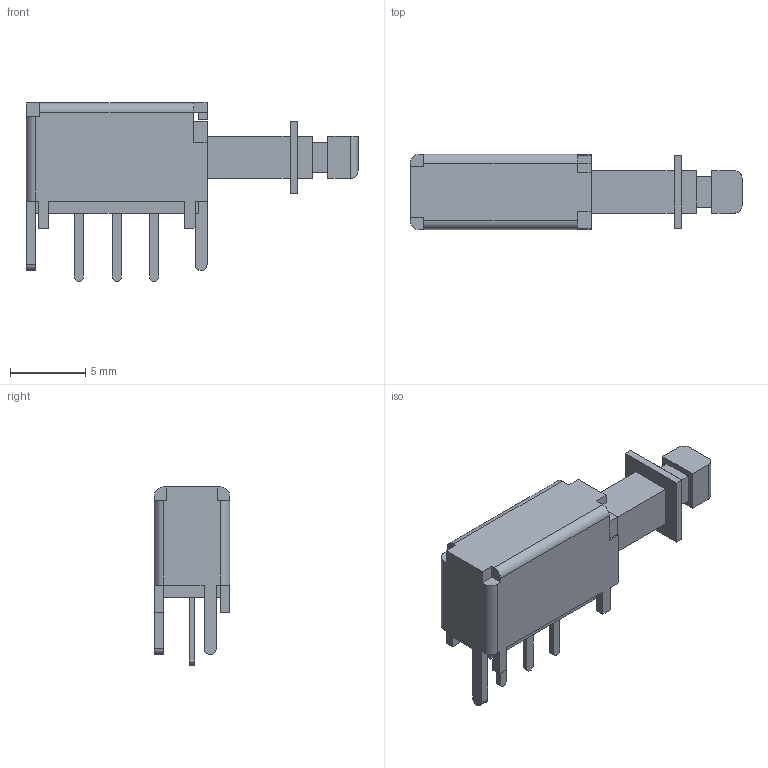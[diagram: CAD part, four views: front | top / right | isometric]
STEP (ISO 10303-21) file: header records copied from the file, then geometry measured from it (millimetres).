
FILE_DESCRIPTION (( 'STEP AP214' ), '1' );
FILE_NAME ('SPPJ311500.STEP', '2011-04-10T06:23:06', ( '' ), ( '' ), 'SwSTEP 2.0', 'SolidWorks 2007', '' );
FILE_SCHEMA (( 'AUTOMOTIVE_DESIGN' ));
Length unit declared in the file: millimetre
Products named in the file (1): SPPJ311500
Bounding box: 22 x 5 x 11.8 mm (x, y, z)
Volume: 507.1 mm3; surface area: 570.5 mm2
Topology: 1 solids, 1 shells, 118 faces, 313 edges, 205 vertices
Faces by surface type: plane 109, cylinder 9
Entity records: 4574 total; most frequent: CARTESIAN_POINT 643, ORIENTED_EDGE 626, DIRECTION 563, EDGE_CURVE 313, VECTOR 297, LINE 297, VERTEX_POINT 205, AXIS2_PLACEMENT_3D 133
